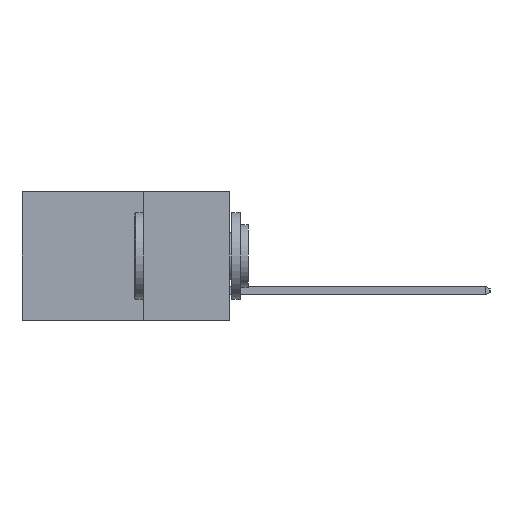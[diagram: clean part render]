
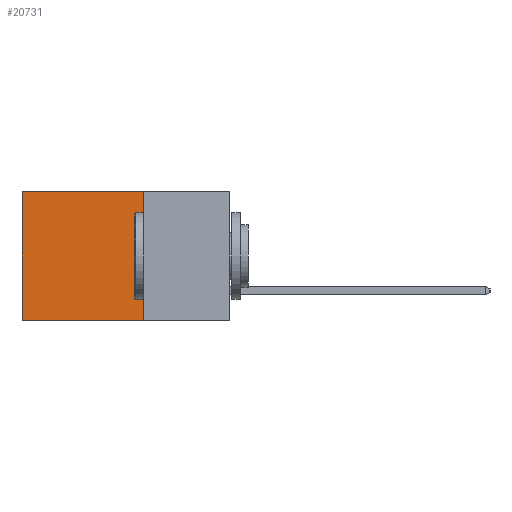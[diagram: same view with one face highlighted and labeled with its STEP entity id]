
A CAD part, left-side view. The second image highlights one B-rep face of the part: STEP entity #20731.
In plain terms, the highlighted planar face has unit normal (-1, 0, 0).
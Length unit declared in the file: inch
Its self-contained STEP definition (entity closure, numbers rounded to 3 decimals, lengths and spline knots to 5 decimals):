
#23 = CARTESIAN_POINT ( 'NONE',  ( 0.298, 0.25, 0. ) ) ;
#582 = CARTESIAN_POINT ( 'NONE',  ( 0.298, 0.6, 0. ) ) ;
#1582 = VERTEX_POINT ( 'NONE', #22640 ) ;
#1984 = ORIENTED_EDGE ( 'NONE', *, *, #17309, .T. ) ;
#2130 = VERTEX_POINT ( 'NONE', #10154 ) ;
#2975 = VERTEX_POINT ( 'NONE', #23826 ) ;
#3038 = DIRECTION ( 'NONE',  ( 1., 0., 0. ) ) ;
#3971 = VECTOR ( 'NONE', #9355, 39.37008 ) ;
#4828 = DIRECTION ( 'NONE',  ( 0., 1., 0. ) ) ;
#4833 = VECTOR ( 'NONE', #4828, 39.37008 ) ;
#4871 = EDGE_LOOP ( 'NONE', ( #12902, #19829, #15925, #1984 ) ) ;
#5384 = DIRECTION ( 'NONE',  ( 0., 1., 0. ) ) ;
#5845 = VERTEX_POINT ( 'NONE', #582 ) ;
#5954 = DIRECTION ( 'NONE',  ( 0., 0., -1. ) ) ;
#6050 = LINE ( 'NONE', #15229, #14774 ) ;
#6412 = FACE_OUTER_BOUND ( 'NONE', #4871, .T. ) ;
#9190 = EDGE_CURVE ( 'NONE', #1582, #2975, #17104, .T. ) ;
#9355 = DIRECTION ( 'NONE',  ( 0., 0., -1. ) ) ;
#10154 = CARTESIAN_POINT ( 'NONE',  ( 0.298, 0.25, 0. ) ) ;
#10300 = EDGE_CURVE ( 'NONE', #5845, #2975, #6050, .T. ) ;
#11441 = EDGE_CURVE ( 'NONE', #2130, #1582, #18751, .T. ) ;
#12335 = CARTESIAN_POINT ( 'NONE',  ( 0.298, 0.25, 0. ) ) ;
#12902 = ORIENTED_EDGE ( 'NONE', *, *, #10300, .T. ) ;
#14652 = CARTESIAN_POINT ( 'NONE',  ( 0.298, 0.25, -0.37 ) ) ;
#14774 = VECTOR ( 'NONE', #5954, 39.37008 ) ;
#15229 = CARTESIAN_POINT ( 'NONE',  ( 0.298, 0.6, 0. ) ) ;
#15314 = LINE ( 'NONE', #19612, #4833 ) ;
#15925 = ORIENTED_EDGE ( 'NONE', *, *, #11441, .F. ) ;
#16004 = DIRECTION ( 'NONE',  ( 0., 0., -1. ) ) ;
#17104 = LINE ( 'NONE', #14652, #20780 ) ;
#17309 = EDGE_CURVE ( 'NONE', #2130, #5845, #15314, .T. ) ;
#18751 = LINE ( 'NONE', #23, #3971 ) ;
#19612 = CARTESIAN_POINT ( 'NONE',  ( 0.298, 0.25, 0. ) ) ;
#19829 = ORIENTED_EDGE ( 'NONE', *, *, #9190, .F. ) ;
#20731 = ADVANCED_FACE ( 'NONE', ( #6412 ), #23263, .F. ) ;
#20780 = VECTOR ( 'NONE', #5384, 39.37008 ) ;
#22332 = AXIS2_PLACEMENT_3D ( 'NONE', #12335, #3038, #16004 ) ;
#22640 = CARTESIAN_POINT ( 'NONE',  ( 0.298, 0.25, -0.37 ) ) ;
#23263 = PLANE ( 'NONE',  #22332 ) ;
#23826 = CARTESIAN_POINT ( 'NONE',  ( 0.298, 0.6, -0.37 ) ) ;
